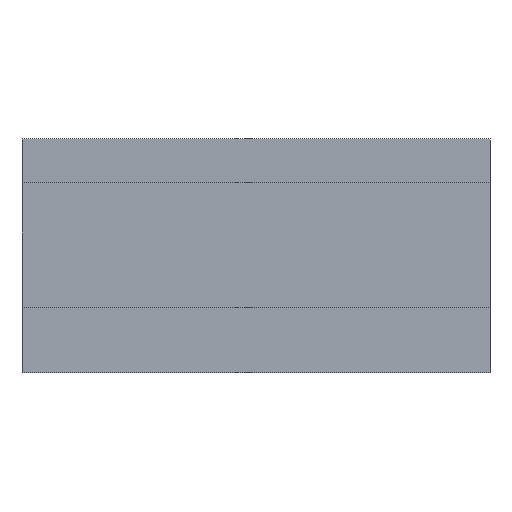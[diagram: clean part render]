
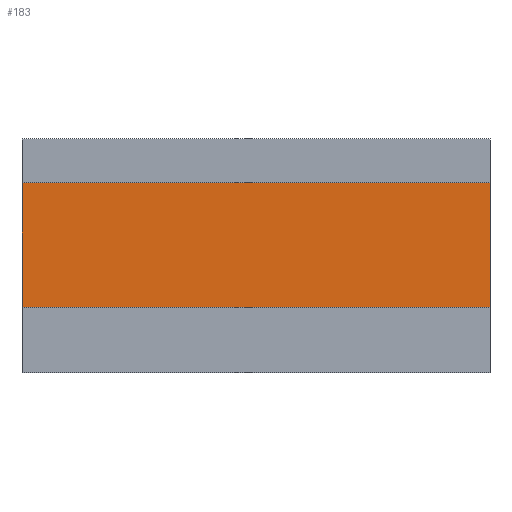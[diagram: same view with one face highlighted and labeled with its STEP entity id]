
A CAD part, left-side view. The second image highlights one B-rep face of the part: STEP entity #183.
In plain terms, the highlighted planar face has unit normal (-1, 0, 0).
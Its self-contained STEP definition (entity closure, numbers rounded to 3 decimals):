
#17=FACE_OUTER_BOUND('',#27,.T.);
#27=EDGE_LOOP('',(#131,#132,#133,#134));
#41=LINE('',#285,#65);
#42=LINE('',#288,#66);
#43=LINE('',#290,#67);
#44=LINE('',#291,#68);
#65=VECTOR('',#236,10.);
#66=VECTOR('',#239,10.);
#67=VECTOR('',#240,10.);
#68=VECTOR('',#241,10.);
#87=VERTEX_POINT('',#281);
#88=VERTEX_POINT('',#283);
#89=VERTEX_POINT('',#287);
#90=VERTEX_POINT('',#289);
#105=EDGE_CURVE('',#87,#88,#41,.T.);
#106=EDGE_CURVE('',#87,#89,#42,.T.);
#107=EDGE_CURVE('',#90,#88,#43,.T.);
#108=EDGE_CURVE('',#89,#90,#44,.T.);
#131=ORIENTED_EDGE('',*,*,#106,.F.);
#132=ORIENTED_EDGE('',*,*,#105,.T.);
#133=ORIENTED_EDGE('',*,*,#107,.F.);
#134=ORIENTED_EDGE('',*,*,#108,.F.);
#173=PLANE('',#216);
#183=ADVANCED_FACE('',(#17),#173,.T.);
#216=AXIS2_PLACEMENT_3D('',#286,#237,#238);
#236=DIRECTION('',(0.,1.,0.));
#237=DIRECTION('center_axis',(-1.,0.,0.));
#238=DIRECTION('ref_axis',(0.,0.,1.));
#239=DIRECTION('',(0.,0.,-1.));
#240=DIRECTION('',(0.,0.,1.));
#241=DIRECTION('',(0.,1.,0.));
#281=CARTESIAN_POINT('',(-5.5,0.,-3.));
#283=CARTESIAN_POINT('',(-5.5,32.,-3.));
#285=CARTESIAN_POINT('',(-5.5,0.,-3.));
#286=CARTESIAN_POINT('Origin',(-5.5,0.,-11.5));
#287=CARTESIAN_POINT('',(-5.5,0.,-11.5));
#288=CARTESIAN_POINT('',(-5.5,0.,-3.));
#289=CARTESIAN_POINT('',(-5.5,32.,-11.5));
#290=CARTESIAN_POINT('',(-5.5,32.,-3.));
#291=CARTESIAN_POINT('',(-5.5,0.,-11.5));
